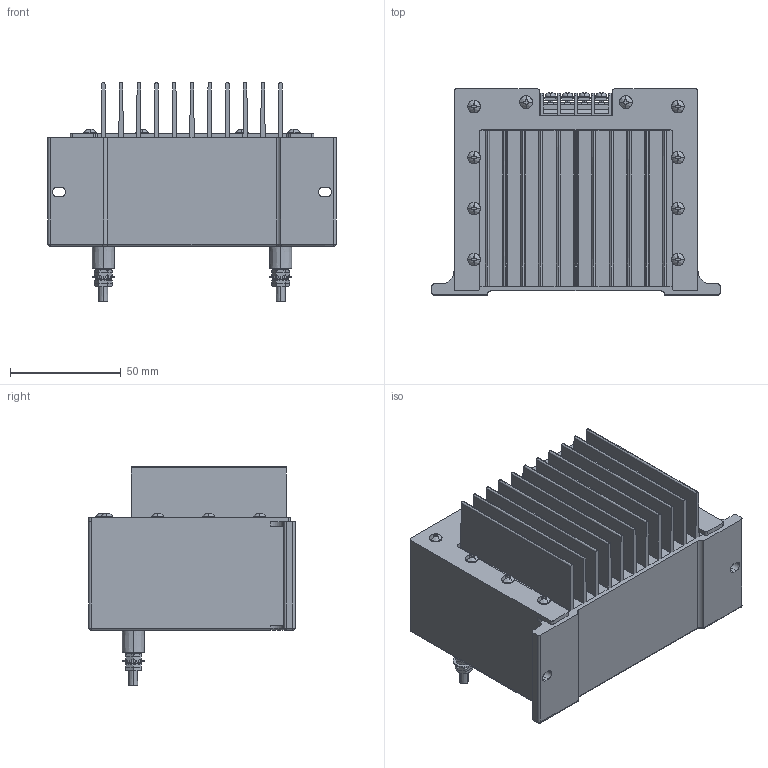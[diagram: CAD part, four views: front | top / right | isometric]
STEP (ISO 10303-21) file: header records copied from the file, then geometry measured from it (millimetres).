
FILE_DESCRIPTION (( 'STEP AP203' ), '1' );
FILE_NAME ('HVT-1000ŠOŒ`.STEP', '2025-07-01T08:20:28', ( '' ), ( '' ), 'SwSTEP 2.0', 'SolidWorks 2018', '' );
FILE_SCHEMA (( 'CONFIG_CONTROL_DESIGN' ));
Length unit declared in the file: millimetre
Products named in the file (3): HVT_A; HVT_B; HVT-1000外形
Assembly tree (2 placements, depth 2):
  HVT-1000外形
    HVT_A
    HVT_B
Bounding box: 130 x 93 x 99 mm (x, y, z)
Volume: 558844.7 mm3; surface area: 103250.3 mm2
Topology: 24 solids, 24 shells, 974 faces, 2346 edges, 1430 vertices
Faces by surface type: bspline 680, plane 196, cylinder 78, torus 12, sphere 8
Entity records: 31215 total; most frequent: CARTESIAN_POINT 11477, ORIENTED_EDGE 4676, DIRECTION 3134, EDGE_CURVE 2338, VERTEX_POINT 1430, VECTOR 1156, LINE 1156, EDGE_LOOP 1012
